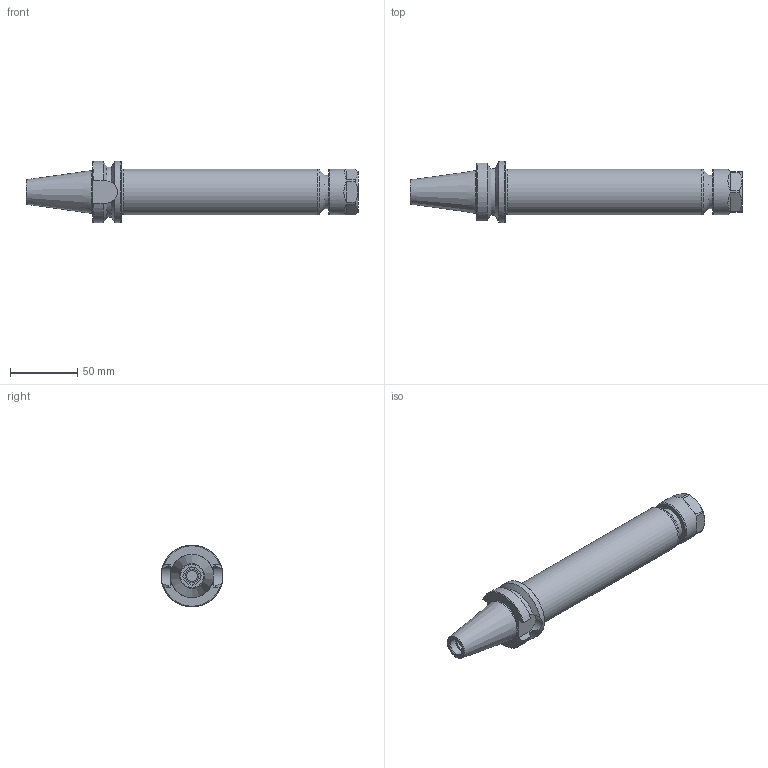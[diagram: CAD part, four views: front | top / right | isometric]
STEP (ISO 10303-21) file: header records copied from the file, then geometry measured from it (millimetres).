
FILE_DESCRIPTION(/* description */ (''),/* implementation_level */ '2;1');
FILE_NAME(/* name */ 'BT30 ER20-7.8D.step',/* time_stamp */ '2025-08-09T08:51:26-05:00',/* author */ (''),/* organization */ (''),/* preprocessor_version */ 'ST-DEVELOPER v20.1',/* originating_system */ 'Autodesk Translation Framework v14.10.0.0',/* authorisation */ '');
FILE_SCHEMA (('AUTOMOTIVE_DESIGN { 1 0 10303 214 3 1 1 }'));
Length unit declared in the file: inch
Products named in the file (2): BT30 DUAL CONTACT TEMPLATE FINALIZED; ER20 Collet Nut v2
Assembly tree (1 placements, depth 2):
  BT30 DUAL CONTACT TEMPLATE FINALIZED
    ER20 Collet Nut v2
Bounding box: 246.63 x 45.92 x 45.92 mm (x, y, z)
Volume: 194954.7 mm3; surface area: 38424.2 mm2
Topology: 2 solids, 2 shells, 60 faces, 149 edges, 96 vertices
Faces by surface type: plane 27, cylinder 15, cone 14, torus 4
Full cylindrical faces by diameter (mm): 8.5 x1, 10.16 x1, 12.548 x1, 14.986 x1, 24.841 x1, 31.75 x1, 33.782 x1, 33.985 x1, 45.923 x1
Entity records: 1952 total; most frequent: CARTESIAN_POINT 412, DIRECTION 325, ORIENTED_EDGE 298, EDGE_CURVE 149, AXIS2_PLACEMENT_3D 135, VERTEX_POINT 96, CIRCLE 66, EDGE_LOOP 65
